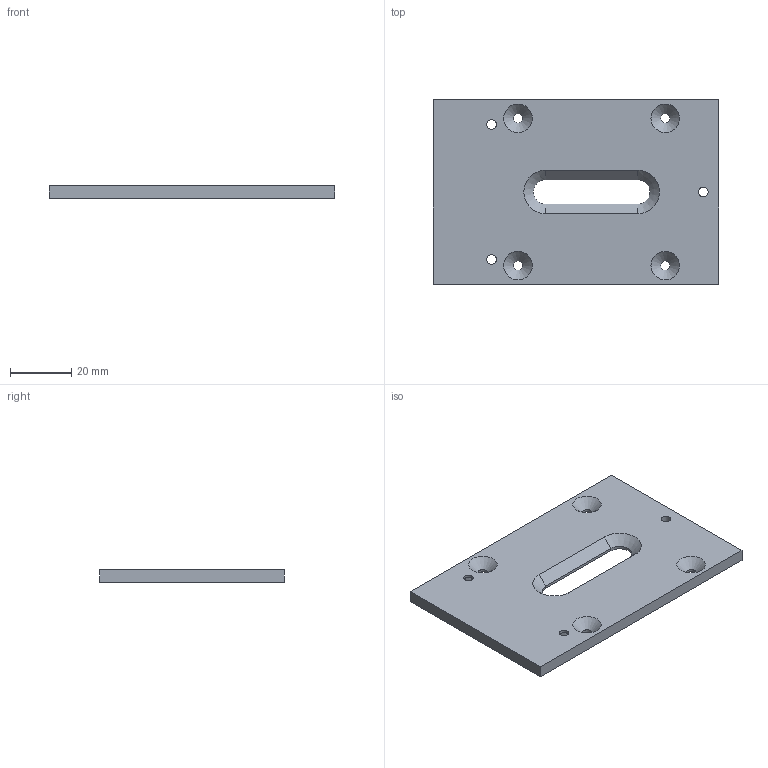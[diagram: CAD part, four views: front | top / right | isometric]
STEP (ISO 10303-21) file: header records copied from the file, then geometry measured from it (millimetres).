
FILE_DESCRIPTION(/* description */ ('Alibre Inc.'),/* implementation_level */ '2;1');
FILE_NAME(/* name */ 'export0',/* time_stamp */ '2019-08-27T11:56:02+02:00',/* author */ (''),/* organization */ (''),/* preprocessor_version */ 'ST-DEVELOPER v12',/* originating_system */ 'Alibre',/* authorisation */ '');
FILE_SCHEMA (('AUTOMOTIVE_DESIGN'));
Length unit declared in the file: centimetre
Bounding box: 93 x 60 x 4 mm (x, y, z)
Volume: 20039.4 mm3; surface area: 12137.9 mm2
Topology: 1 solids, 1 shells, 27 faces, 65 edges, 40 vertices
Faces by surface type: plane 10, cylinder 9, cone 8
Full cylindrical faces by diameter (mm): 3.1 x7
Entity records: 757 total; most frequent: DIRECTION 122, CARTESIAN_POINT 119, ORIENTED_EDGE 104, EDGE_LOOP 56, FACE_BOUND 56, AXIS2_PLACEMENT_3D 53, EDGE_CURVE 52, VERTEX_POINT 40
